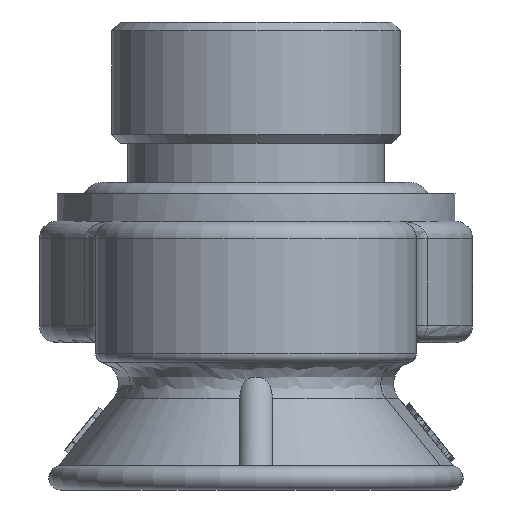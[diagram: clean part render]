
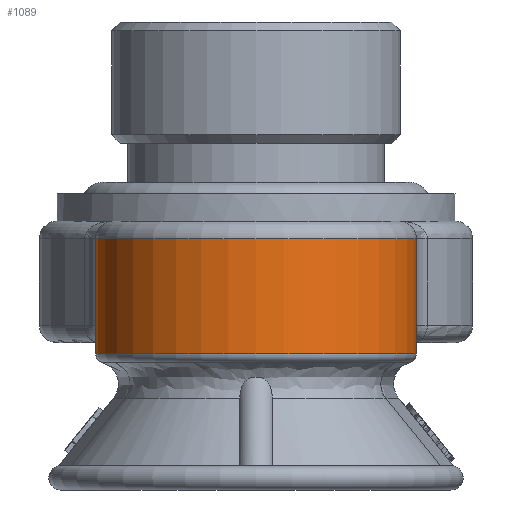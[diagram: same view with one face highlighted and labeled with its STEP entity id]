
A CAD part, left-side view. The second image highlights one B-rep face of the part: STEP entity #1089.
In plain terms, the highlighted cylindrical face has radius 9.25 mm (diameter 18.5 mm), a partial arc.
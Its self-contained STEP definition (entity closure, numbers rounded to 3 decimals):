
#1089 = ADVANCED_FACE( '', ( #2317 ), #2318, .T. );
#2317 = FACE_OUTER_BOUND( '', #4965, .T. );
#2318 = CYLINDRICAL_SURFACE( '', #4966, 9.25 );
#4965 = EDGE_LOOP( '', ( #9134, #9135, #9136, #9137 ) );
#4966 = AXIS2_PLACEMENT_3D( '', #9138, #9139, #9140 );
#9134 = ORIENTED_EDGE( '', *, *, #10997, .T. );
#9135 = ORIENTED_EDGE( '', *, *, #10496, .T. );
#9136 = ORIENTED_EDGE( '', *, *, #10079, .F. );
#9137 = ORIENTED_EDGE( '', *, *, #10374, .T. );
#9138 = CARTESIAN_POINT( '', ( -30., 0., 0. ) );
#9139 = DIRECTION( '', ( 0., 0., -1. ) );
#9140 = DIRECTION( '', ( 1., 0., 0. ) );
#10079 = EDGE_CURVE( '', #11698, #11700, #11701, .F. );
#10374 = EDGE_CURVE( '', #11698, #12158, #12160, .F. );
#10496 = EDGE_CURVE( '', #12337, #11700, #12341, .T. );
#10997 = EDGE_CURVE( '', #12158, #12337, #12993, .F. );
#11698 = VERTEX_POINT( '', #14274 );
#11700 = VERTEX_POINT( '', #14277 );
#11701 = LINE( '', #14278, #14279 );
#12158 = VERTEX_POINT( '', #15760 );
#12160 = CIRCLE( '', #15762, 9.25 );
#12337 = VERTEX_POINT( '', #16273 );
#12341 = CIRCLE( '', #16277, 9.25 );
#12993 = LINE( '', #17972, #17973 );
#14274 = CARTESIAN_POINT( '', ( -30., 9.25, 7.848 ) );
#14277 = CARTESIAN_POINT( '', ( -30., 9.25, 14.5 ) );
#14278 = CARTESIAN_POINT( '', ( -30., 9.25, 7.418 ) );
#14279 = VECTOR( '', #18527, 1000. );
#15760 = CARTESIAN_POINT( '', ( -30., -9.25, 7.848 ) );
#15762 = AXIS2_PLACEMENT_3D( '', #18785, #18786, #18787 );
#16273 = CARTESIAN_POINT( '', ( -30., -9.25, 14.5 ) );
#16277 = AXIS2_PLACEMENT_3D( '', #18933, #18934, #18935 );
#17972 = CARTESIAN_POINT( '', ( -30., -9.25, 7.418 ) );
#17973 = VECTOR( '', #19354, 1000. );
#18527 = DIRECTION( '', ( 0., 0., -1. ) );
#18785 = CARTESIAN_POINT( '', ( -30., 0., 7.848 ) );
#18786 = DIRECTION( '', ( 0., 0., -1. ) );
#18787 = DIRECTION( '', ( -1., 0., 0. ) );
#18933 = CARTESIAN_POINT( '', ( -30., 0., 14.5 ) );
#18934 = DIRECTION( '', ( 0., 0., -1. ) );
#18935 = DIRECTION( '', ( -1., 0., 0. ) );
#19354 = DIRECTION( '', ( 0., 0., -1. ) );
